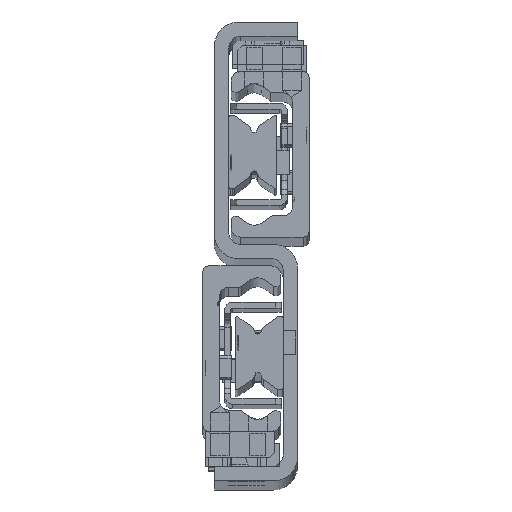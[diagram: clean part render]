
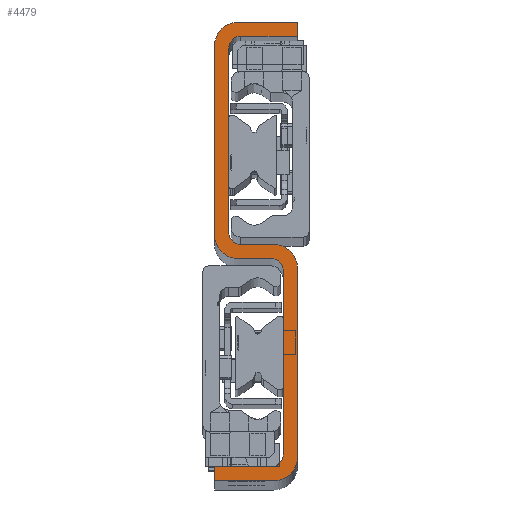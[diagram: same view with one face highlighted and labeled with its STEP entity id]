
A CAD part, top view. The second image highlights one B-rep face of the part: STEP entity #4479.
In plain terms, the highlighted planar face has unit normal (0, 0, 1).
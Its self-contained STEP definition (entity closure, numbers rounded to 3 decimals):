
#615=CARTESIAN_POINT('',(0.0,52.0,1090.0));
#616=VERTEX_POINT('',#615);
#617=CARTESIAN_POINT('',(0.0,92.,1090.0));
#618=VERTEX_POINT('',#617);
#619=CARTESIAN_POINT('',(0.0,52.0,1090.0));
#620=DIRECTION('',(0.0,1.0,0.0));
#621=VECTOR('',#620,40.);
#622=LINE('',#619,#621);
#623=EDGE_CURVE('',#616,#618,#622,.T.);
#3599=CARTESIAN_POINT('',(17.5,97.,1090.0));
#3600=VERTEX_POINT('',#3599);
#3601=CARTESIAN_POINT('',(17.5,94.0,1090.0));
#3602=VERTEX_POINT('',#3601);
#3603=CARTESIAN_POINT('',(17.5,97.,1090.0));
#3604=DIRECTION('',(0.0,-1.0,0.0));
#3605=VECTOR('',#3604,3.);
#3606=LINE('',#3603,#3605);
#3607=EDGE_CURVE('',#3600,#3602,#3606,.T.);
#3639=CARTESIAN_POINT('',(5.5,94.0,1090.0));
#3640=VERTEX_POINT('',#3639);
#3641=CARTESIAN_POINT('',(17.5,94.0,1090.0));
#3642=DIRECTION('',(-1.0,0.0,0.0));
#3643=VECTOR('',#3642,12.);
#3644=LINE('',#3641,#3643);
#3645=EDGE_CURVE('',#3602,#3640,#3644,.T.);
#3697=CARTESIAN_POINT('',(3.,91.5,1090.0));
#3698=VERTEX_POINT('',#3697);
#3699=CARTESIAN_POINT('',(5.5,91.5,1090.0));
#3700=DIRECTION('',(0.0,0.0,1.0));
#3701=DIRECTION('',(0.0,-1.0,0.0));
#3702=AXIS2_PLACEMENT_3D('',#3699,#3700,#3701);
#3703=CIRCLE('',#3702,2.5);
#3704=EDGE_CURVE('',#3640,#3698,#3703,.T.);
#3730=CARTESIAN_POINT('',(3.,52.5,1090.0));
#3731=VERTEX_POINT('',#3730);
#3732=CARTESIAN_POINT('',(3.,91.5,1090.0));
#3733=DIRECTION('',(0.0,-1.0,0.0));
#3734=VECTOR('',#3733,39.0);
#3735=LINE('',#3732,#3734);
#3736=EDGE_CURVE('',#3698,#3731,#3735,.T.);
#3803=CARTESIAN_POINT('',(5.5,50.0,1090.0));
#3804=VERTEX_POINT('',#3803);
#3805=CARTESIAN_POINT('',(5.5,52.5,1090.0));
#3806=DIRECTION('',(0.0,0.0,1.0));
#3807=DIRECTION('',(1.0,0.0,0.0));
#3808=AXIS2_PLACEMENT_3D('',#3805,#3806,#3807);
#3809=CIRCLE('',#3808,2.5);
#3810=EDGE_CURVE('',#3731,#3804,#3809,.T.);
#3836=CARTESIAN_POINT('',(12.5,50.,1090.0));
#3837=VERTEX_POINT('',#3836);
#3838=CARTESIAN_POINT('',(5.5,50.0,1090.0));
#3839=DIRECTION('',(1.0,0.0,0.0));
#3840=VECTOR('',#3839,7.);
#3841=LINE('',#3838,#3840);
#3842=EDGE_CURVE('',#3804,#3837,#3841,.T.);
#3867=CARTESIAN_POINT('',(17.5,45.,1090.0));
#3868=VERTEX_POINT('',#3867);
#3869=CARTESIAN_POINT('',(12.5,45.,1090.0));
#3870=DIRECTION('',(0.0,0.0,-1.0));
#3871=DIRECTION('',(1.0,0.0,0.0));
#3872=AXIS2_PLACEMENT_3D('',#3869,#3870,#3871);
#3873=CIRCLE('',#3872,5.0);
#3874=EDGE_CURVE('',#3837,#3868,#3873,.T.);
#3900=CARTESIAN_POINT('',(17.5,5.,1090.0));
#3901=VERTEX_POINT('',#3900);
#3902=CARTESIAN_POINT('',(17.5,45.,1090.0));
#3903=DIRECTION('',(0.0,-1.0,0.0));
#3904=VECTOR('',#3903,40.);
#3905=LINE('',#3902,#3904);
#3906=EDGE_CURVE('',#3868,#3901,#3905,.T.);
#3973=CARTESIAN_POINT('',(12.5,0.0,1090.0));
#3974=VERTEX_POINT('',#3973);
#3975=CARTESIAN_POINT('',(12.5,5.,1090.0));
#3976=DIRECTION('',(0.0,0.0,-1.));
#3977=DIRECTION('',(0.,-1.,0.0));
#3978=AXIS2_PLACEMENT_3D('',#3975,#3976,#3977);
#3979=CIRCLE('',#3978,5.0);
#3980=EDGE_CURVE('',#3901,#3974,#3979,.T.);
#4006=CARTESIAN_POINT('',(0.,0.0,1090.0));
#4007=VERTEX_POINT('',#4006);
#4008=CARTESIAN_POINT('',(12.5,0.0,1090.0));
#4009=DIRECTION('',(-1.0,0.0,0.0));
#4010=VECTOR('',#4009,12.5);
#4011=LINE('',#4008,#4010);
#4012=EDGE_CURVE('',#3974,#4007,#4011,.T.);
#4064=CARTESIAN_POINT('',(0.,3.,1090.0));
#4065=VERTEX_POINT('',#4064);
#4066=CARTESIAN_POINT('',(0.,0.0,1090.0));
#4067=DIRECTION('',(0.0,1.0,0.0));
#4068=VECTOR('',#4067,3.);
#4069=LINE('',#4066,#4068);
#4070=EDGE_CURVE('',#4007,#4065,#4069,.T.);
#4095=CARTESIAN_POINT('',(12.0,3.,1090.0));
#4096=VERTEX_POINT('',#4095);
#4097=CARTESIAN_POINT('',(0.,3.,1090.0));
#4098=DIRECTION('',(1.0,0.0,0.0));
#4099=VECTOR('',#4098,12.);
#4100=LINE('',#4097,#4099);
#4101=EDGE_CURVE('',#4065,#4096,#4100,.T.);
#4153=CARTESIAN_POINT('',(14.5,5.5,1090.0));
#4154=VERTEX_POINT('',#4153);
#4155=CARTESIAN_POINT('',(12.0,5.5,1090.0));
#4156=DIRECTION('',(0.0,0.0,1.0));
#4157=DIRECTION('',(0.0,1.0,0.0));
#4158=AXIS2_PLACEMENT_3D('',#4155,#4156,#4157);
#4159=CIRCLE('',#4158,2.5);
#4160=EDGE_CURVE('',#4096,#4154,#4159,.T.);
#4186=CARTESIAN_POINT('',(14.5,44.5,1090.0));
#4187=VERTEX_POINT('',#4186);
#4188=CARTESIAN_POINT('',(14.5,5.5,1090.0));
#4189=DIRECTION('',(0.0,1.0,0.0));
#4190=VECTOR('',#4189,39.0);
#4191=LINE('',#4188,#4190);
#4192=EDGE_CURVE('',#4154,#4187,#4191,.T.);
#4259=CARTESIAN_POINT('',(12.0,47.0,1090.0));
#4260=VERTEX_POINT('',#4259);
#4261=CARTESIAN_POINT('',(12.0,44.5,1090.0));
#4262=DIRECTION('',(0.0,0.0,1.0));
#4263=DIRECTION('',(-1.0,0.0,0.0));
#4264=AXIS2_PLACEMENT_3D('',#4261,#4262,#4263);
#4265=CIRCLE('',#4264,2.5);
#4266=EDGE_CURVE('',#4187,#4260,#4265,.T.);
#4292=CARTESIAN_POINT('',(5.,47.0,1090.0));
#4293=VERTEX_POINT('',#4292);
#4294=CARTESIAN_POINT('',(12.0,47.0,1090.0));
#4295=DIRECTION('',(-1.0,0.0,0.0));
#4296=VECTOR('',#4295,7.0);
#4297=LINE('',#4294,#4296);
#4298=EDGE_CURVE('',#4260,#4293,#4297,.T.);
#4323=CARTESIAN_POINT('',(5.,52.0,1090.0));
#4324=DIRECTION('',(0.0,0.0,-1.0));
#4325=DIRECTION('',(-1.0,0.0,0.0));
#4326=AXIS2_PLACEMENT_3D('',#4323,#4324,#4325);
#4327=CIRCLE('',#4326,5.0);
#4328=EDGE_CURVE('',#4293,#616,#4327,.T.);
#4347=CARTESIAN_POINT('',(5.,97.,1090.0));
#4348=VERTEX_POINT('',#4347);
#4349=CARTESIAN_POINT('',(5.0,92.,1090.0));
#4350=DIRECTION('',(0.0,0.0,-1.0));
#4351=DIRECTION('',(0.0,1.0,0.0));
#4352=AXIS2_PLACEMENT_3D('',#4349,#4350,#4351);
#4353=CIRCLE('',#4352,5.0);
#4354=EDGE_CURVE('',#618,#4348,#4353,.T.);
#4380=CARTESIAN_POINT('',(5.0,97.,1090.0));
#4381=DIRECTION('',(1.0,0.0,0.0));
#4382=VECTOR('',#4381,12.5);
#4383=LINE('',#4380,#4382);
#4384=EDGE_CURVE('',#4348,#3600,#4383,.T.);
#4452=CARTESIAN_POINT('',(8.75,48.5,1090.0));
#4453=DIRECTION('',(0.0,0.0,1.0));
#4454=DIRECTION('',(1.0,0.0,0.0));
#4455=AXIS2_PLACEMENT_3D('',#4452,#4453,#4454);
#4456=PLANE('',#4455);
#4457=ORIENTED_EDGE('',*,*,#3607,.F.);
#4458=ORIENTED_EDGE('',*,*,#4384,.F.);
#4459=ORIENTED_EDGE('',*,*,#4354,.F.);
#4460=ORIENTED_EDGE('',*,*,#623,.F.);
#4461=ORIENTED_EDGE('',*,*,#4328,.F.);
#4462=ORIENTED_EDGE('',*,*,#4298,.F.);
#4463=ORIENTED_EDGE('',*,*,#4266,.F.);
#4464=ORIENTED_EDGE('',*,*,#4192,.F.);
#4465=ORIENTED_EDGE('',*,*,#4160,.F.);
#4466=ORIENTED_EDGE('',*,*,#4101,.F.);
#4467=ORIENTED_EDGE('',*,*,#4070,.F.);
#4468=ORIENTED_EDGE('',*,*,#4012,.F.);
#4469=ORIENTED_EDGE('',*,*,#3980,.F.);
#4470=ORIENTED_EDGE('',*,*,#3906,.F.);
#4471=ORIENTED_EDGE('',*,*,#3874,.F.);
#4472=ORIENTED_EDGE('',*,*,#3842,.F.);
#4473=ORIENTED_EDGE('',*,*,#3810,.F.);
#4474=ORIENTED_EDGE('',*,*,#3736,.F.);
#4475=ORIENTED_EDGE('',*,*,#3704,.F.);
#4476=ORIENTED_EDGE('',*,*,#3645,.F.);
#4477=EDGE_LOOP('',(#4457,#4458,#4459,#4460,#4461,#4462,#4463,#4464,#4465,#4466,#4467,#4468,#4469,#4470,#4471,#4472,#4473,#4474,#4475,#4476));
#4478=FACE_OUTER_BOUND('',#4477,.T.);
#4479=ADVANCED_FACE('',(#4478),#4456,.T.);
